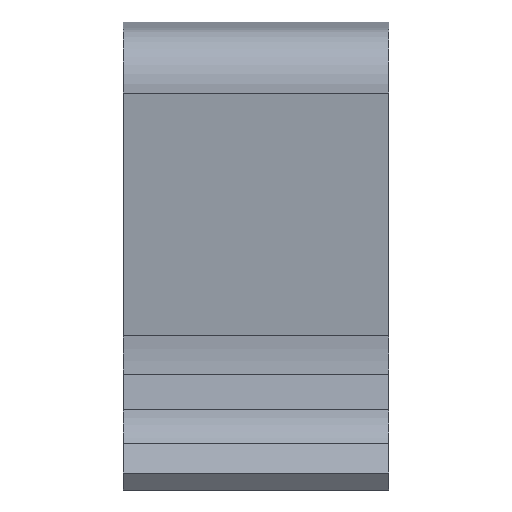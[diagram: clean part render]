
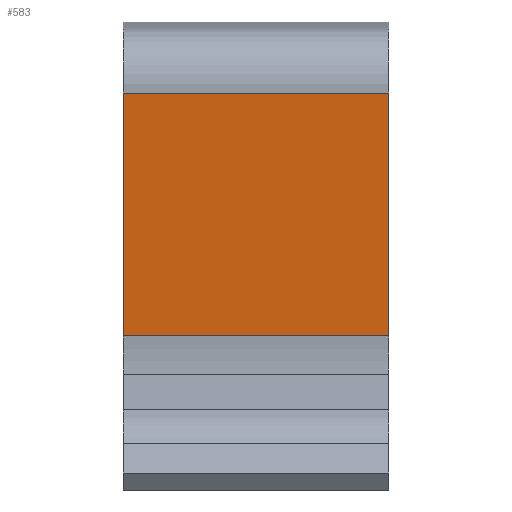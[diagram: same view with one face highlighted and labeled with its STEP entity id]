
A CAD part, front view. The second image highlights one B-rep face of the part: STEP entity #583.
In plain terms, the highlighted planar face has unit normal (0, -0.994, -0.109).
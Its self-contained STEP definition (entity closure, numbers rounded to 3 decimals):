
#525=CARTESIAN_POINT('',(-5.0,-3.6,25.434));
#526=VERTEX_POINT('',#525);
#534=CARTESIAN_POINT('',(5.0,-3.6,25.434));
#535=VERTEX_POINT('',#534);
#536=CARTESIAN_POINT('',(5.0,-3.6,25.434));
#537=DIRECTION('',(-1.0,0.0,0.0));
#538=VECTOR('',#537,10.0);
#539=LINE('',#536,#538);
#540=EDGE_CURVE('',#535,#526,#539,.T.);
#553=CARTESIAN_POINT('',(5.0,-3.6,25.434));
#554=DIRECTION('',(0.0,-0.994,-0.109));
#555=DIRECTION('',(0.0,0.109,-0.994));
#556=AXIS2_PLACEMENT_3D('',#553,#554,#555);
#557=PLANE('',#556);
#558=CARTESIAN_POINT('',(-5.0,-2.6,16.301));
#559=VERTEX_POINT('',#558);
#560=CARTESIAN_POINT('',(-5.0,-3.6,25.434));
#561=DIRECTION('',(0.0,0.109,-0.994));
#562=VECTOR('',#561,9.187);
#563=LINE('',#560,#562);
#564=EDGE_CURVE('',#526,#559,#563,.T.);
#565=ORIENTED_EDGE('',*,*,#564,.T.);
#566=CARTESIAN_POINT('',(5.0,-2.6,16.301));
#567=VERTEX_POINT('',#566);
#568=CARTESIAN_POINT('',(5.0,-2.6,16.301));
#569=DIRECTION('',(-1.0,0.0,0.0));
#570=VECTOR('',#569,10.0);
#571=LINE('',#568,#570);
#572=EDGE_CURVE('',#567,#559,#571,.T.);
#573=ORIENTED_EDGE('',*,*,#572,.F.);
#574=CARTESIAN_POINT('',(5.0,-3.6,25.434));
#575=DIRECTION('',(0.0,0.109,-0.994));
#576=VECTOR('',#575,9.187);
#577=LINE('',#574,#576);
#578=EDGE_CURVE('',#535,#567,#577,.T.);
#579=ORIENTED_EDGE('',*,*,#578,.F.);
#580=ORIENTED_EDGE('',*,*,#540,.T.);
#581=EDGE_LOOP('',(#565,#573,#579,#580));
#582=FACE_OUTER_BOUND('',#581,.T.);
#583=ADVANCED_FACE('',(#582),#557,.T.);
